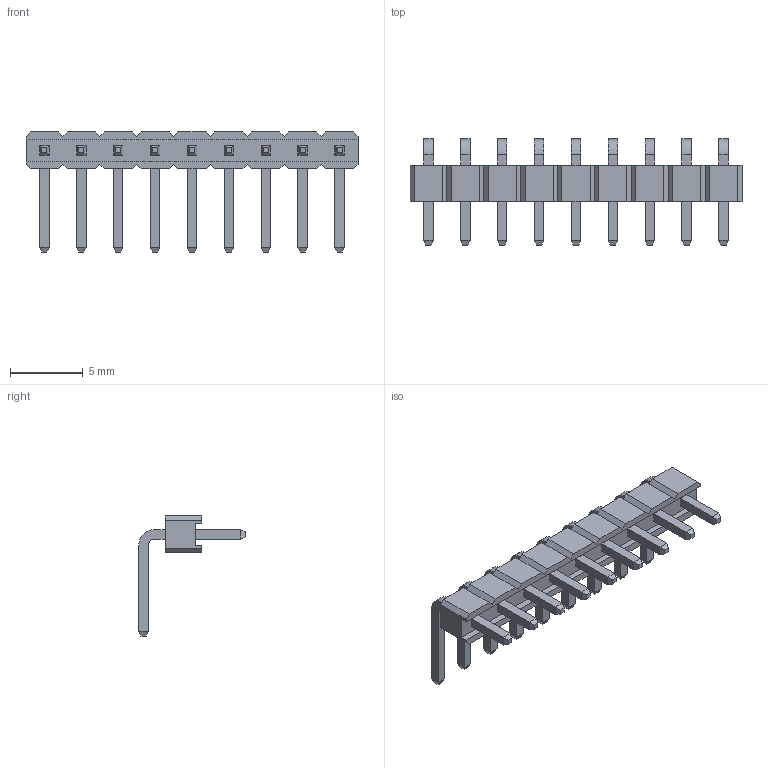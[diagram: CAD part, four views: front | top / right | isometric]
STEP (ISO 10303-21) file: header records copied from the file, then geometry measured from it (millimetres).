
FILE_DESCRIPTION (( 'STEP AP214' ), '1' );
FILE_NAME ('SW3dPS-0.1inch pin strip right angle.STEP', '2009-09-17T15:11:46', ( 'SysAdmin' ), ( 'SolidWorks' ), 'SwSTEP 2.0', 'SolidWorks 2009', '' );
FILE_SCHEMA (( 'AUTOMOTIVE_DESIGN' ));
Length unit declared in the file: millimetre
Products named in the file (1): SW3dPS-0.1inch pin strip right angle
Bounding box: 22.86 x 7.33 x 8.27 mm (x, y, z)
Volume: 168.8 mm3; surface area: 531 mm2
Topology: 1 solids, 1 shells, 260 faces, 648 edges, 408 vertices
Faces by surface type: plane 242, cylinder 18
Entity records: 8228 total; most frequent: CARTESIAN_POINT 1317, ORIENTED_EDGE 1296, DIRECTION 1206, EDGE_CURVE 648, LINE 612, VECTOR 612, VERTEX_POINT 408, AXIS2_PLACEMENT_3D 297
